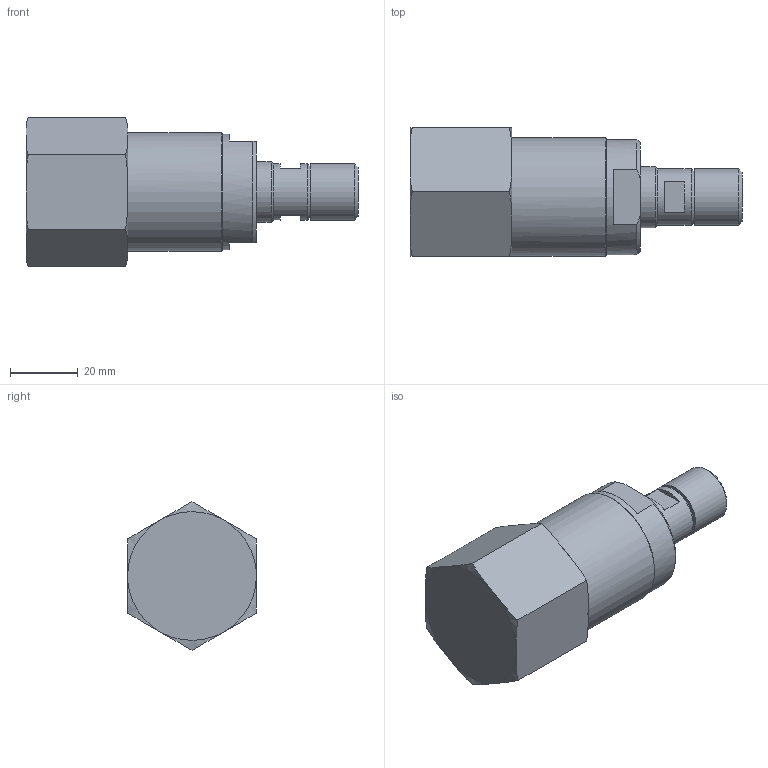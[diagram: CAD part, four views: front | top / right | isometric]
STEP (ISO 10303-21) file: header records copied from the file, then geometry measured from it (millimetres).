
FILE_DESCRIPTION (( 'STEP AP214' ), '1' );
FILE_NAME ('BAL-GGN09-IC-KAF.STEP', '2016-08-23T09:48:34', ( '' ), ( '' ), 'SwSTEP 2.0', 'SolidWorks 2016', '' );
FILE_SCHEMA (( 'AUTOMOTIVE_DESIGN' ));
Length unit declared in the file: millimetre
Products named in the file (1): BAL-GGN09-IC-KAF
Bounding box: 98 x 38 x 43.88 mm (x, y, z)
Volume: 68008.6 mm3; surface area: 15908.4 mm2
Topology: 1 solids, 1 shells, 52 faces, 120 edges, 75 vertices
Faces by surface type: plane 24, bspline 12, cone 9, cylinder 7
Full cylindrical faces by diameter (mm): 10 x1, 15.25 x1, 16.662 x2, 18 x1, 34 x1, 35 x1
Entity records: 1723 total; most frequent: CARTESIAN_POINT 759, ORIENTED_EDGE 182, DIRECTION 162, EDGE_CURVE 91, EDGE_LOOP 74, AXIS2_PLACEMENT_3D 70, VERTEX_POINT 63, FACE_OUTER_BOUND 59
